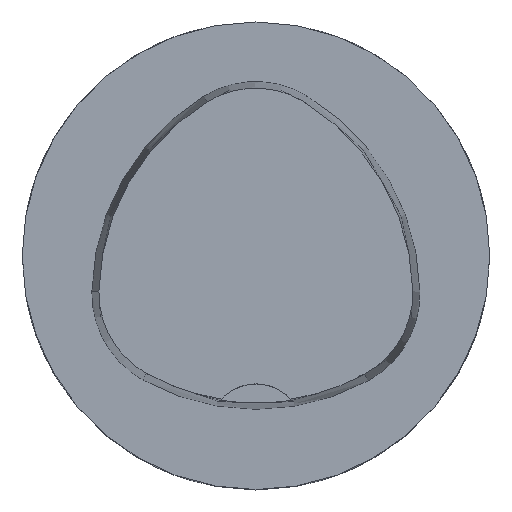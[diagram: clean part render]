
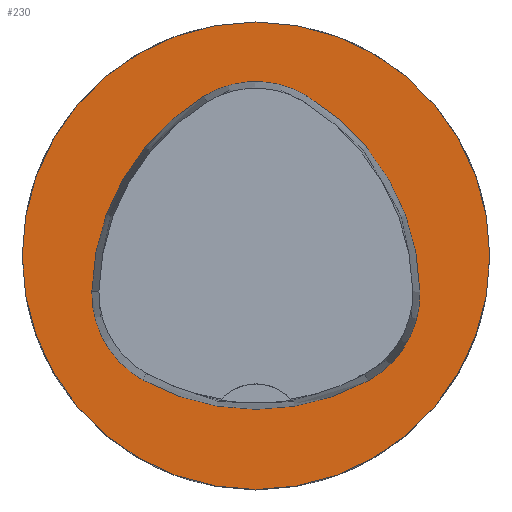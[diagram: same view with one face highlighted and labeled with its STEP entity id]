
A CAD part, top view. The second image highlights one B-rep face of the part: STEP entity #230.
In plain terms, the highlighted planar face has unit normal (0, 0, 1).
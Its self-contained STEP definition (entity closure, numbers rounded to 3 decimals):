
#79=CIRCLE('',#1498,20.);
#81=CIRCLE('',#1501,8.5);
#83=CIRCLE('',#1504,20.);
#85=CIRCLE('',#1507,8.5);
#89=CIRCLE('',#1512,20.);
#91=CIRCLE('',#1515,8.5);
#94=CIRCLE('',#1520,20.);
#230=ADVANCED_FACE('',(#308,#309),#281,.T.);
#281=PLANE('',#1521);
#308=FACE_BOUND('',#386,.T.);
#309=FACE_BOUND('',#387,.T.);
#386=EDGE_LOOP('',(#973,#974,#975,#976,#977,#978));
#387=EDGE_LOOP('',(#979));
#973=ORIENTED_EDGE('',*,*,#1333,.T.);
#974=ORIENTED_EDGE('',*,*,#1313,.T.);
#975=ORIENTED_EDGE('',*,*,#1317,.T.);
#976=ORIENTED_EDGE('',*,*,#1320,.T.);
#977=ORIENTED_EDGE('',*,*,#1323,.T.);
#978=ORIENTED_EDGE('',*,*,#1331,.T.);
#979=ORIENTED_EDGE('',*,*,#1336,.F.);
#1134=VERTEX_POINT('',#2568);
#1135=VERTEX_POINT('',#2569);
#1138=VERTEX_POINT('',#2577);
#1140=VERTEX_POINT('',#2583);
#1142=VERTEX_POINT('',#2589);
#1149=VERTEX_POINT('',#2610);
#1150=VERTEX_POINT('',#2620);
#1313=EDGE_CURVE('',#1134,#1135,#79,.T.);
#1317=EDGE_CURVE('',#1135,#1138,#81,.T.);
#1320=EDGE_CURVE('',#1138,#1140,#83,.T.);
#1323=EDGE_CURVE('',#1140,#1142,#85,.T.);
#1331=EDGE_CURVE('',#1142,#1149,#89,.T.);
#1333=EDGE_CURVE('',#1149,#1134,#91,.T.);
#1336=EDGE_CURVE('',#1150,#1150,#94,.T.);
#1498=AXIS2_PLACEMENT_3D('',#2567,#1768,#1769);
#1501=AXIS2_PLACEMENT_3D('',#2576,#1776,#1777);
#1504=AXIS2_PLACEMENT_3D('',#2582,#1783,#1784);
#1507=AXIS2_PLACEMENT_3D('',#2588,#1790,#1791);
#1512=AXIS2_PLACEMENT_3D('',#2611,#1802,#1803);
#1515=AXIS2_PLACEMENT_3D('',#2614,#1808,#1809);
#1520=AXIS2_PLACEMENT_3D('',#2619,#1818,#1819);
#1521=AXIS2_PLACEMENT_3D('',#2621,#1820,#1821);
#1768=DIRECTION('',(0.,0.,-1.));
#1769=DIRECTION('',(-1.,0.,0.));
#1776=DIRECTION('',(0.,0.,-1.));
#1777=DIRECTION('',(-1.,0.,0.));
#1783=DIRECTION('',(0.,0.,-1.));
#1784=DIRECTION('',(-1.,0.,0.));
#1790=DIRECTION('',(0.,0.,-1.));
#1791=DIRECTION('',(-1.,0.,0.));
#1802=DIRECTION('',(0.,0.,-1.));
#1803=DIRECTION('',(-1.,0.,0.));
#1808=DIRECTION('',(0.,0.,-1.));
#1809=DIRECTION('',(-1.,0.,0.));
#1818=DIRECTION('',(0.,0.,-1.));
#1819=DIRECTION('',(-1.,0.,0.));
#1820=DIRECTION('',(0.,0.,1.));
#1821=DIRECTION('',(1.,0.,0.));
#2567=CARTESIAN_POINT('',(5.955,-3.414,0.));
#2568=CARTESIAN_POINT('',(-14.041,-3.042,0.));
#2569=CARTESIAN_POINT('',(-4.472,13.653,0.));
#2576=CARTESIAN_POINT('',(-0.04,6.4,0.));
#2577=CARTESIAN_POINT('',(4.347,13.68,0.));
#2582=CARTESIAN_POINT('',(-5.976,-3.45,0.));
#2583=CARTESIAN_POINT('',(14.021,-3.075,0.));
#2588=CARTESIAN_POINT('',(5.522,-3.235,0.));
#2589=CARTESIAN_POINT('',(9.588,-10.699,0.));
#2610=CARTESIAN_POINT('',(-9.655,-10.639,0.));
#2611=CARTESIAN_POINT('',(0.022,6.864,0.));
#2614=CARTESIAN_POINT('',(-5.543,-3.2,0.));
#2619=CARTESIAN_POINT('',(0.,0.,0.));
#2620=CARTESIAN_POINT('',(-20.,0.,0.));
#2621=CARTESIAN_POINT('',(0.,0.,0.));
